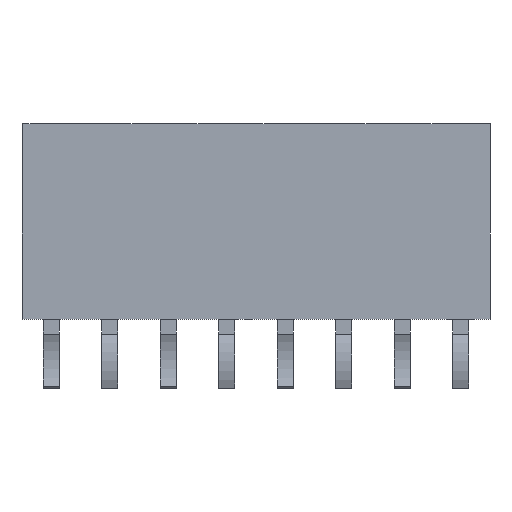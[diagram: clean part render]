
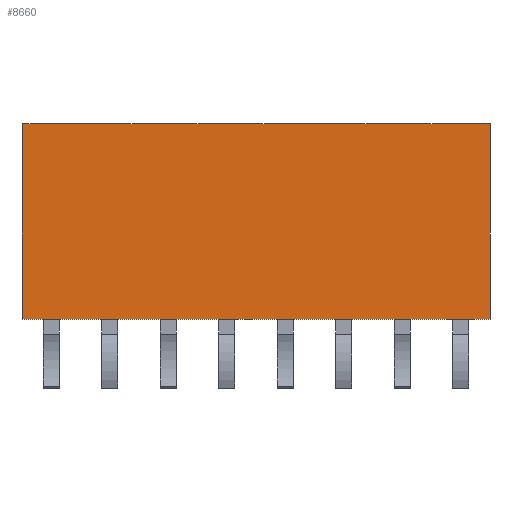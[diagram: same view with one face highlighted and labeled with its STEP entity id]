
A CAD part, front view. The second image highlights one B-rep face of the part: STEP entity #8660.
In plain terms, the highlighted planar face has unit normal (0, -1, 0).
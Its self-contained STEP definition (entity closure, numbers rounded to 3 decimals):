
#14=DIRECTION('',(1.,0.,0.));
#15=VECTOR('',#14,20.32);
#16=CARTESIAN_POINT('',(-10.16,-1.26,0.));
#17=LINE('',#16,#15);
#150=DIRECTION('',(0.,0.,-1.));
#151=VECTOR('',#150,8.5);
#152=CARTESIAN_POINT('',(-10.16,-1.26,0.));
#153=LINE('',#152,#151);
#154=DIRECTION('',(0.,0.,-1.));
#155=VECTOR('',#154,8.5);
#156=CARTESIAN_POINT('',(10.16,-1.26,0.));
#157=LINE('',#156,#155);
#166=DIRECTION('',(1.,0.,0.));
#167=VECTOR('',#166,20.32);
#168=CARTESIAN_POINT('',(-10.16,-1.26,-8.5));
#169=LINE('',#168,#167);
#7607=CARTESIAN_POINT('',(-10.16,-1.26,0.));
#7609=VERTEX_POINT('',#7607);
#7610=CARTESIAN_POINT('',(10.16,-1.26,0.));
#7611=VERTEX_POINT('',#7610);
#7615=CARTESIAN_POINT('',(-10.16,-1.26,-8.5));
#7617=VERTEX_POINT('',#7615);
#7618=CARTESIAN_POINT('',(10.16,-1.26,-8.5));
#7619=VERTEX_POINT('',#7618);
#8647=CARTESIAN_POINT('',(-10.16,-1.26,0.));
#8648=DIRECTION('',(0.,-1.,0.));
#8649=DIRECTION('',(1.,0.,0.));
#8650=AXIS2_PLACEMENT_3D('',#8647,#8648,#8649);
#8651=PLANE('',#8650);
#8652=ORIENTED_EDGE('',*,*,#8547,.T.);
#8654=ORIENTED_EDGE('',*,*,#8653,.T.);
#8656=ORIENTED_EDGE('',*,*,#8655,.F.);
#8657=ORIENTED_EDGE('',*,*,#8638,.F.);
#8658=EDGE_LOOP('',(#8652,#8654,#8656,#8657));
#8659=FACE_OUTER_BOUND('',#8658,.F.);
#8547=EDGE_CURVE('',#7609,#7611,#17,.T.);
#8638=EDGE_CURVE('',#7609,#7617,#153,.T.);
#8653=EDGE_CURVE('',#7611,#7619,#157,.T.);
#8655=EDGE_CURVE('',#7617,#7619,#169,.T.);
#8660=ADVANCED_FACE('',(#8659),#8651,.T.);
